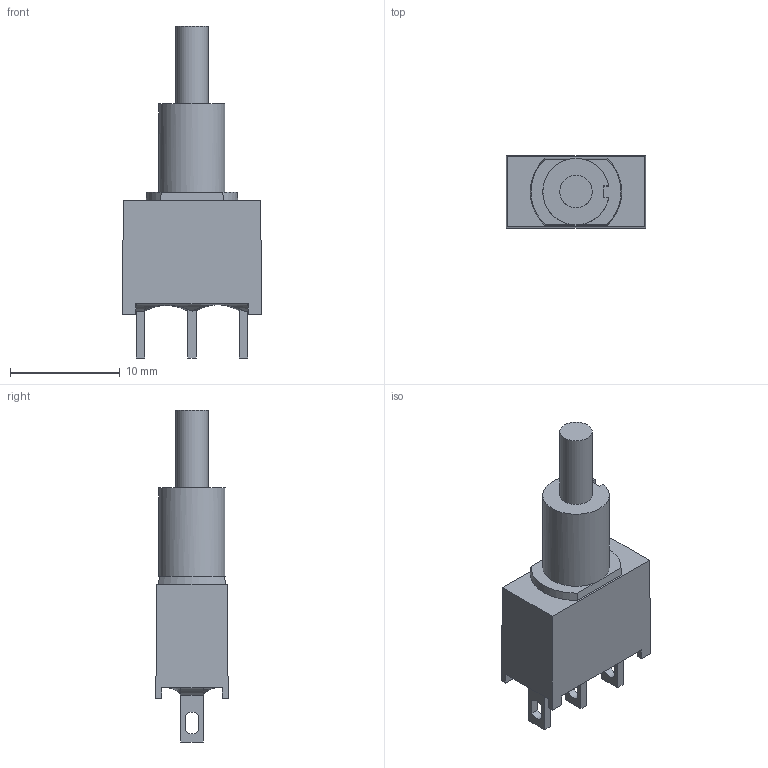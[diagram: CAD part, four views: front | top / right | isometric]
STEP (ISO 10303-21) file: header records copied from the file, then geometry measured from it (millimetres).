
FILE_DESCRIPTION((' '),'2;1');
FILE_NAME('700ASP7B10M1xE.stp','2017-08-03T14:05:37',(' '),(' '),' ','ACIS',' ');
FILE_SCHEMA(('CONFIG_CONTROL_DESIGN'));
Length unit declared in the file: inch
Products named in the file (1): 700ASP7B10M1xE.stp
Bounding box: 12.7 x 6.6 x 30.27 mm (x, y, z)
Volume: 1111.3 mm3; surface area: 966.1 mm2
Topology: 1 solids, 1 shells, 76 faces, 202 edges, 128 vertices
Faces by surface type: plane 51, cylinder 15, bspline 8, cone 2
Full cylindrical faces by diameter (mm): 2.95 x1, 2.96 x1
Entity records: 2791 total; most frequent: CARTESIAN_POINT 817, ORIENTED_EDGE 392, DIRECTION 374, EDGE_CURVE 196, VERTEX_POINT 128, VECTOR 128, LINE 128, AXIS2_PLACEMENT_3D 123
